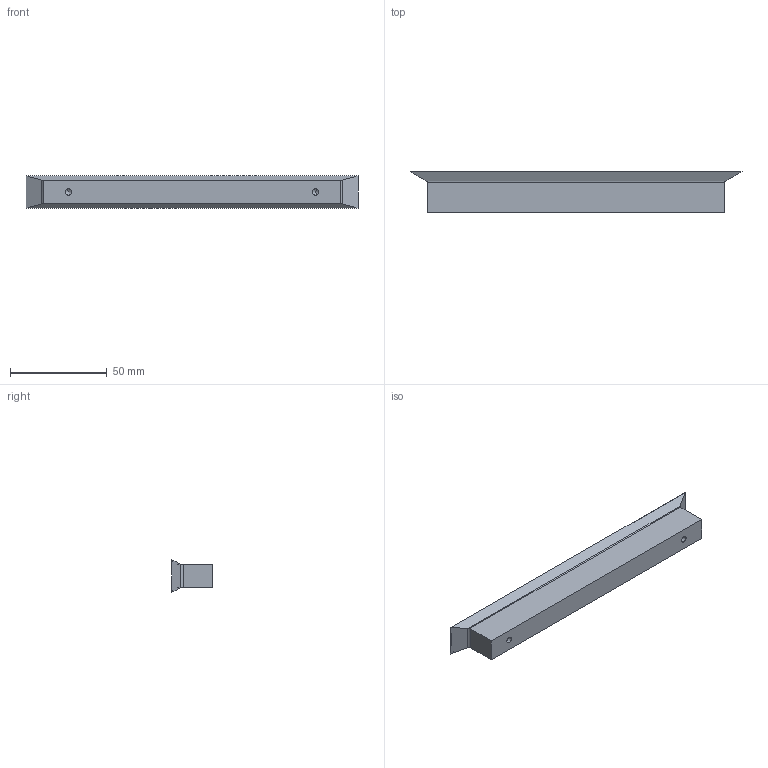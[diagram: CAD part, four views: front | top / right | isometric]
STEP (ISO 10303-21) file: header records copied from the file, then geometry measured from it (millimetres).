
FILE_DESCRIPTION (( 'STEP AP214' ), '1' );
FILE_NAME ('F003198,F003199_3D.step', '2022-08-15T13:04:17', ( '' ), ( '' ), 'SwSTEP 2.0', 'SolidWorks 2020', '' );
FILE_SCHEMA (( 'AUTOMOTIVE_DESIGN' ));
Length unit declared in the file: millimetre
Products named in the file (1): F003198,F003199_3D
Bounding box: 172 x 21 x 16.66 mm (x, y, z)
Volume: 34162 mm3; surface area: 16945.2 mm2
Topology: 2 solids, 2 shells, 41 faces, 100 edges, 62 vertices
Faces by surface type: plane 21, cylinder 16, cone 4
Entity records: 1247 total; most frequent: CARTESIAN_POINT 262, ORIENTED_EDGE 192, DIRECTION 172, EDGE_CURVE 96, LINE 64, VECTOR 64, VERTEX_POINT 62, AXIS2_PLACEMENT_3D 54
